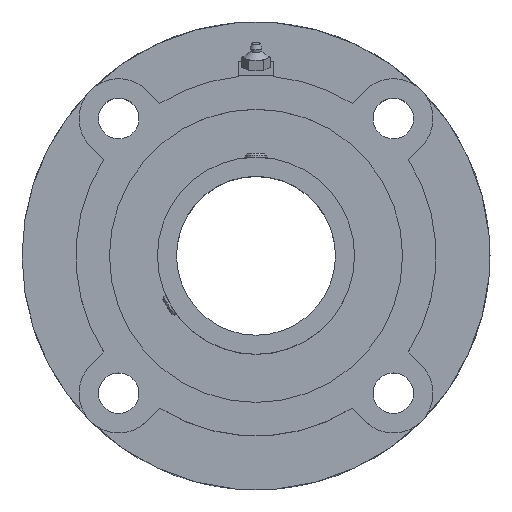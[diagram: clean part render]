
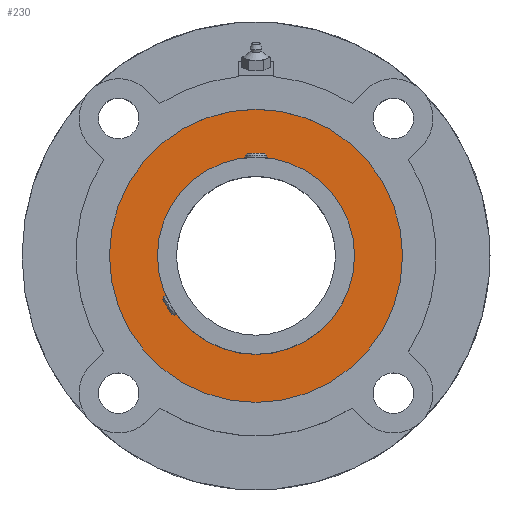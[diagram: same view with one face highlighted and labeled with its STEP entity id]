
A CAD part, top view. The second image highlights one B-rep face of the part: STEP entity #230.
In plain terms, the highlighted planar face has unit normal (0, 0, 1).
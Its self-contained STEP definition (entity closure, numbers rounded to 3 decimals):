
#230 = ADVANCED_FACE( '', ( #409, #410 ), #411, .T. );
#409 = FACE_BOUND( '', #629, .T. );
#410 = FACE_OUTER_BOUND( '', #630, .T. );
#411 = PLANE( '', #631 );
#629 = EDGE_LOOP( '', ( #1133 ) );
#630 = EDGE_LOOP( '', ( #1134 ) );
#631 = AXIS2_PLACEMENT_3D( '', #1135, #1136, #1137 );
#1133 = ORIENTED_EDGE( '', *, *, #1378, .T. );
#1134 = ORIENTED_EDGE( '', *, *, #1433, .F. );
#1135 = CARTESIAN_POINT( '', ( 0., 83., 40.5 ) );
#1136 = DIRECTION( '', ( 0., 0., 1. ) );
#1137 = DIRECTION( '', ( 1., 0., 0. ) );
#1378 = EDGE_CURVE( '', #1616, #1616, #1617, .T. );
#1433 = EDGE_CURVE( '', #1700, #1700, #1701, .T. );
#1616 = VERTEX_POINT( '', #2118 );
#1617 = CIRCLE( '', #2119, 55.8 );
#1700 = VERTEX_POINT( '', #2390 );
#1701 = CIRCLE( '', #2391, 83. );
#2118 = CARTESIAN_POINT( '', ( -55.8, 0., 40.5 ) );
#2119 = AXIS2_PLACEMENT_3D( '', #2610, #2611, #2612 );
#2390 = CARTESIAN_POINT( '', ( -83., 0., 40.5 ) );
#2391 = AXIS2_PLACEMENT_3D( '', #2709, #2710, #2711 );
#2610 = CARTESIAN_POINT( '', ( 0., 0., 40.5 ) );
#2611 = DIRECTION( '', ( 0., 0., -1. ) );
#2612 = DIRECTION( '', ( -1., 0., 0. ) );
#2709 = CARTESIAN_POINT( '', ( 0., 0., 40.5 ) );
#2710 = DIRECTION( '', ( 0., 0., -1. ) );
#2711 = DIRECTION( '', ( -1., 0., 0. ) );
